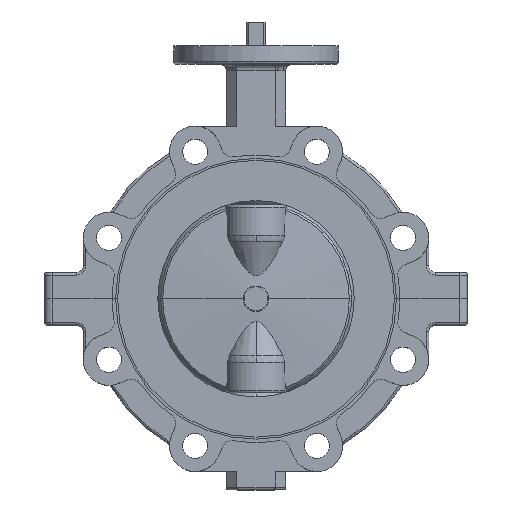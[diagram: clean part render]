
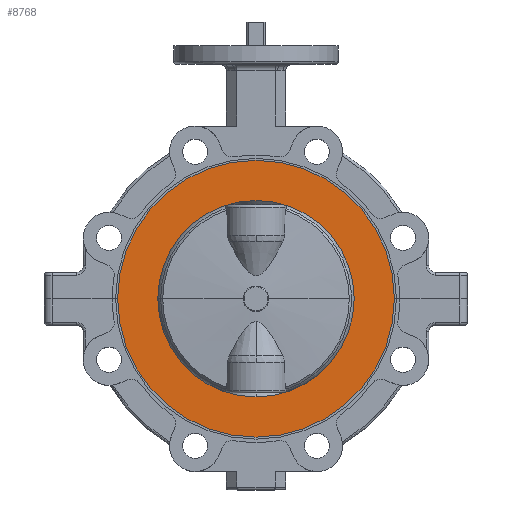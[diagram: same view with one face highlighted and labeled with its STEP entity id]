
A CAD part, top view. The second image highlights one B-rep face of the part: STEP entity #8768.
In plain terms, the highlighted planar face has unit normal (0, 0, 1).
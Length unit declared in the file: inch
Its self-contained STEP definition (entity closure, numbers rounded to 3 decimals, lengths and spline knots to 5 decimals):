
#986 = EDGE_CURVE ( 'NONE', #21231, #16346, #1914, .T. ) ;
#1219 = CARTESIAN_POINT ( 'NONE',  ( 0., 0.00134, 1.10236 ) ) ;
#1914 = CIRCLE ( 'NONE', #19063, 4.13386 ) ;
#2241 = DIRECTION ( 'NONE',  ( 0., 0., 1. ) ) ;
#2549 = CARTESIAN_POINT ( 'NONE',  ( 0., 0.00134, 1.10236 ) ) ;
#2608 = AXIS2_PLACEMENT_3D ( 'NONE', #14105, #3397, #21167 ) ;
#3397 = DIRECTION ( 'NONE',  ( 0., 0., 1. ) ) ;
#3841 = DIRECTION ( 'NONE',  ( 0., 1., 0. ) ) ;
#4356 = EDGE_LOOP ( 'NONE', ( #13816, #17404 ) ) ;
#6465 = CIRCLE ( 'NONE', #16319, 2.93307 ) ;
#6487 = EDGE_CURVE ( 'NONE', #21062, #13206, #9418, .T. ) ;
#8232 = CARTESIAN_POINT ( 'NONE',  ( 0., 0.00134, 1.10236 ) ) ;
#8768 = ADVANCED_FACE ( 'NONE', ( #18778, #18893 ), #11470, .T. ) ;
#9418 = CIRCLE ( 'NONE', #13773, 2.93307 ) ;
#10104 = CARTESIAN_POINT ( 'NONE',  ( 0., 2.93441, 1.10236 ) ) ;
#10998 = CARTESIAN_POINT ( 'NONE',  ( 0., 4.1352, 1.10236 ) ) ;
#11223 = CARTESIAN_POINT ( 'NONE',  ( 0., -2.93173, 1.10236 ) ) ;
#11470 = PLANE ( 'NONE',  #17660 ) ;
#12076 = CIRCLE ( 'NONE', #2608, 4.13386 ) ;
#12518 = CARTESIAN_POINT ( 'NONE',  ( 0., 0.00134, 1.10236 ) ) ;
#13206 = VERTEX_POINT ( 'NONE', #11223 ) ;
#13645 = EDGE_CURVE ( 'NONE', #13206, #21062, #6465, .T. ) ;
#13773 = AXIS2_PLACEMENT_3D ( 'NONE', #2549, #19881, #18392 ) ;
#13816 = ORIENTED_EDGE ( 'NONE', *, *, #13645, .F. ) ;
#14105 = CARTESIAN_POINT ( 'NONE',  ( 0., 0.00134, 1.10236 ) ) ;
#15148 = DIRECTION ( 'NONE',  ( 0., 0., 1. ) ) ;
#15206 = DIRECTION ( 'NONE',  ( 0., 0., 1. ) ) ;
#15793 = DIRECTION ( 'NONE',  ( 0., 1., 0. ) ) ;
#16061 = CARTESIAN_POINT ( 'NONE',  ( 0., -4.13252, 1.10236 ) ) ;
#16319 = AXIS2_PLACEMENT_3D ( 'NONE', #12518, #2241, #3841 ) ;
#16346 = VERTEX_POINT ( 'NONE', #10998 ) ;
#16449 = DIRECTION ( 'NONE',  ( 0., 1., 0. ) ) ;
#17404 = ORIENTED_EDGE ( 'NONE', *, *, #6487, .F. ) ;
#17660 = AXIS2_PLACEMENT_3D ( 'NONE', #1219, #15148, #15793 ) ;
#18392 = DIRECTION ( 'NONE',  ( 0., 1., 0. ) ) ;
#18398 = EDGE_LOOP ( 'NONE', ( #22032, #19255 ) ) ;
#18778 = FACE_OUTER_BOUND ( 'NONE', #18398, .T. ) ;
#18893 = FACE_BOUND ( 'NONE', #4356, .T. ) ;
#19063 = AXIS2_PLACEMENT_3D ( 'NONE', #8232, #15206, #16449 ) ;
#19255 = ORIENTED_EDGE ( 'NONE', *, *, #19988, .T. ) ;
#19881 = DIRECTION ( 'NONE',  ( 0., 0., 1. ) ) ;
#19988 = EDGE_CURVE ( 'NONE', #16346, #21231, #12076, .T. ) ;
#21062 = VERTEX_POINT ( 'NONE', #10104 ) ;
#21167 = DIRECTION ( 'NONE',  ( 0., 1., 0. ) ) ;
#21231 = VERTEX_POINT ( 'NONE', #16061 ) ;
#22032 = ORIENTED_EDGE ( 'NONE', *, *, #986, .T. ) ;
